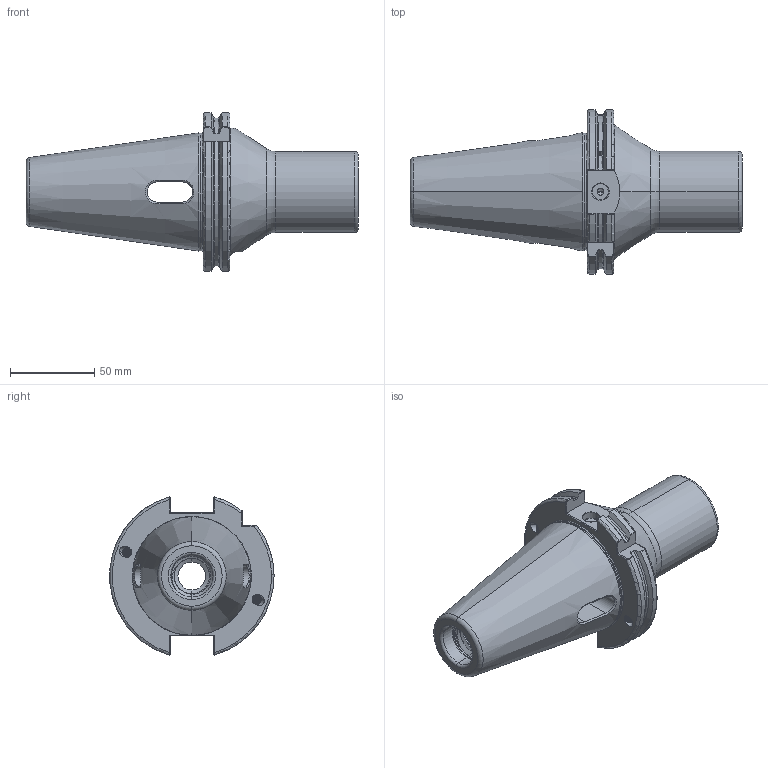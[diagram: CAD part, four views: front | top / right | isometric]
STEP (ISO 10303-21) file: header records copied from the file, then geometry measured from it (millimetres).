
FILE_DESCRIPTION (( 'STEP AP203' ), '1' );
FILE_NAME ('503.07.04.STEP', '2016-07-16T06:27:39', ( '' ), ( '' ), 'SwSTEP 2.0', 'SolidWorks 2012', '' );
FILE_SCHEMA (( 'CONFIG_CONTROL_DESIGN' ));
Length unit declared in the file: millimetre
Products named in the file (1): 503.07.04
Bounding box: 196.75 x 97.32 x 93.81 mm (x, y, z)
Volume: 424440.8 mm3; surface area: 66299.4 mm2
Topology: 1 solids, 1 shells, 265 faces, 696 edges, 427 vertices
Faces by surface type: cylinder 106, plane 52, cone 38, torus 36, bspline 33
Entity records: 21241 total; most frequent: CARTESIAN_POINT 15412, ORIENTED_EDGE 1372, DIRECTION 996, EDGE_CURVE 686, VERTEX_POINT 427, AXIS2_PLACEMENT_3D 394, EDGE_LOOP 279, ADVANCED_FACE 265
